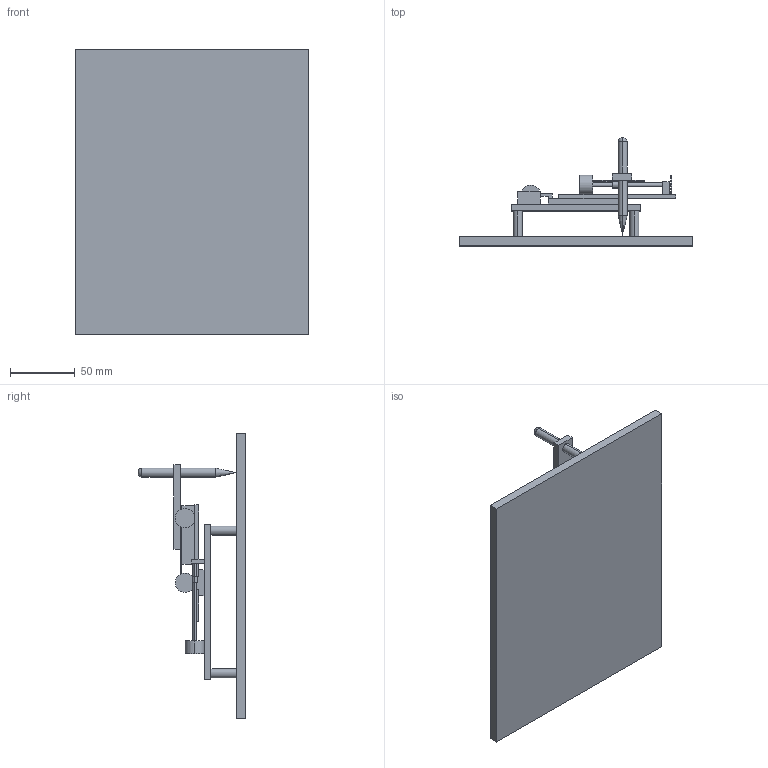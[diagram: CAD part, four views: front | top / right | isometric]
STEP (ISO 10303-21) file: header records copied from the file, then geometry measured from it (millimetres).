
FILE_DESCRIPTION (( 'STEP AP203' ), '1' );
FILE_NAME ('CNC mini plotter CAD.STEP', '2025-05-23T16:49:19', ( '' ), ( '' ), 'SwSTEP 2.0', 'SolidWorks 2023', '' );
FILE_SCHEMA (( 'CONFIG_CONTROL_DESIGN' ));
Length unit declared in the file: centimetre
Products named in the file (5): CNC mini plotter CAD; Copy of pen 1^Assem2; Copy of Part1 base^Assem2; Copy of cnc 2nd review^Assem2; Copy of Part4^Assem2
Assembly tree (4 placements, depth 2):
  CNC mini plotter CAD
    Copy of Part1 base^Assem2
    Copy of cnc 2nd review^Assem2
    Copy of Part4^Assem2
    Copy of pen 1^Assem2
Bounding box: 180 x 83.24 x 220 mm (x, y, z)
Volume: 358903.7 mm3; surface area: 136748.6 mm2
Topology: 10 solids, 11 shells, 139 faces, 313 edges, 205 vertices
Faces by surface type: plane 81, cylinder 54, torus 2, cone 2
Entity records: 4438 total; most frequent: DIRECTION 715, CARTESIAN_POINT 662, ORIENTED_EDGE 622, EDGE_CURVE 311, AXIS2_PLACEMENT_3D 258, VERTEX_POINT 205, VECTOR 199, LINE 199
